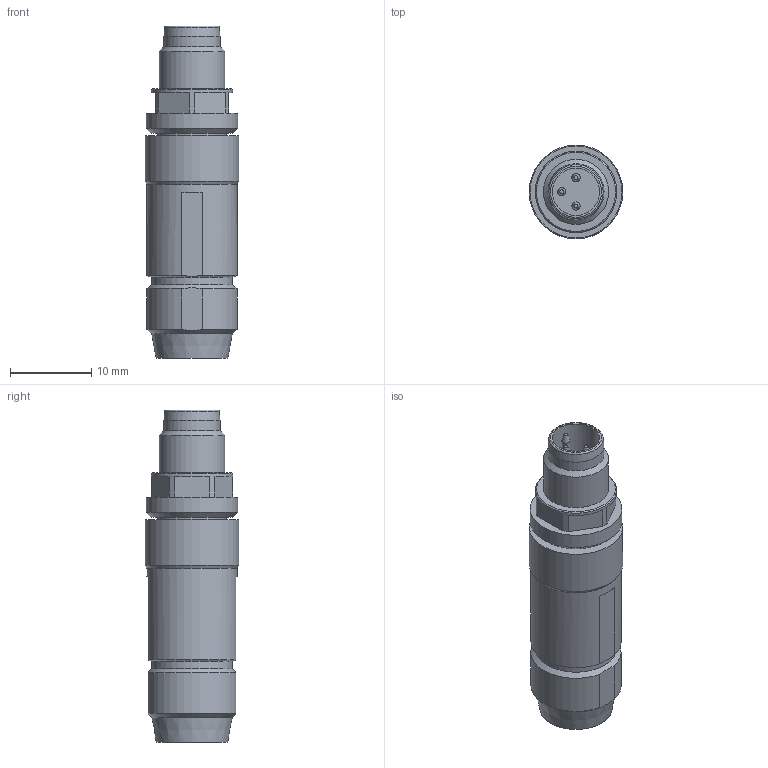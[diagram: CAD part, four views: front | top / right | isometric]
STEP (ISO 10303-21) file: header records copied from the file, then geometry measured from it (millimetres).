
FILE_DESCRIPTION(/* description */ ('STEP AP214'),/* implementation_level */ '2;1');
FILE_NAME(/* name */ '562024_NECU-S-M8G3-HX',/* time_stamp */ '2024-09-12T02:42:46+02:00',/* author */ ('License CC BY-ND 4.0'),/* organization */ ('CADENAS'),/* preprocessor_version */ 'ST-DEVELOPER v19.3',/* originating_system */ 'PARTsolutions',/* authorisation */ ' ');
FILE_SCHEMA (('AUTOMOTIVE_DESIGN {1 0 10303 214 3 1 1}'));
Length unit declared in the file: millimetre
Products named in the file (1): 562024 NECU-S-M8G3-HX
Bounding box: 11.5 x 11.5 x 40.8 mm (x, y, z)
Volume: 3103.8 mm3; surface area: 1839.3 mm2
Topology: 1 solids, 1 shells, 58 faces, 125 edges, 78 vertices
Faces by surface type: plane 29, cylinder 15, cone 12, torus 2
Full cylindrical faces by diameter (mm): 1 x3, 5.2 x1, 5.8 x1, 6.9 x1, 8 x1, 8.4 x1, 9.9 x1, 10 x1, 11.1 x1, 11.3 x1, 11.5 x1
Entity records: 1840 total; most frequent: DIRECTION 260, CARTESIAN_POINT 245, ORIENTED_EDGE 188, AXIS2_PLACEMENT_3D 113, EDGE_CURVE 94, EDGE_LOOP 94, FACE_BOUND 94, VERTEX_POINT 74
